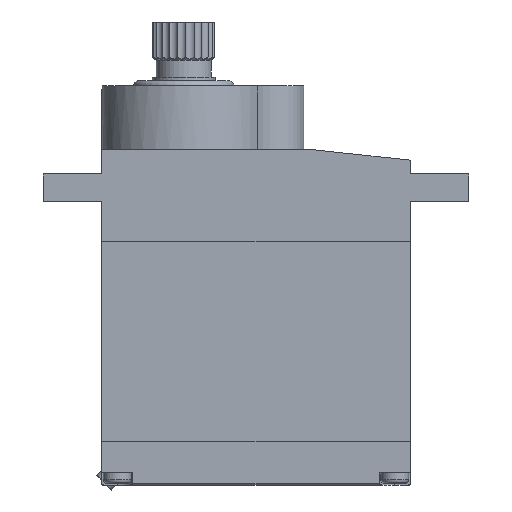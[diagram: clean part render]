
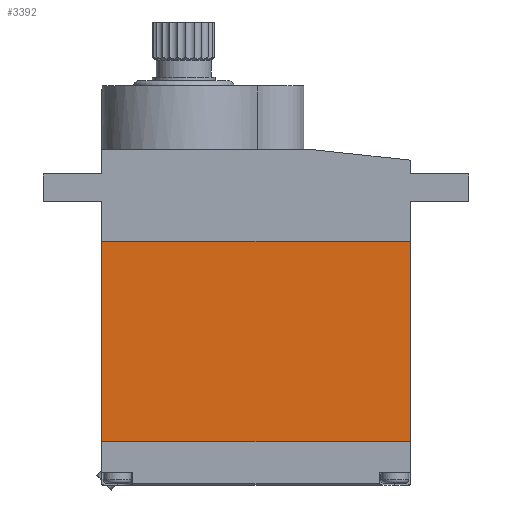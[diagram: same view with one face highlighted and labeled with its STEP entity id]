
A CAD part, top view. The second image highlights one B-rep face of the part: STEP entity #3392.
In plain terms, the highlighted planar face has unit normal (0, 0, 1).
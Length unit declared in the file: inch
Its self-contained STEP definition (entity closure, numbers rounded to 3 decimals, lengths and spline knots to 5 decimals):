
#149=PLANE('',#3690);
#510=FACE_OUTER_BOUND('',#706,.T.);
#706=EDGE_LOOP('',(#3147,#3148,#3149,#3150));
#795=LINE('',#4925,#1121);
#808=LINE('',#4951,#1134);
#818=LINE('',#4968,#1144);
#1019=LINE('',#5477,#1345);
#1121=VECTOR('',#3777,0.3937);
#1134=VECTOR('',#3792,0.3937);
#1144=VECTOR('',#3806,0.3937);
#1345=VECTOR('',#4305,0.3937);
#1436=VERTEX_POINT('',#4868);
#1439=VERTEX_POINT('',#4876);
#1460=VERTEX_POINT('',#4924);
#1472=VERTEX_POINT('',#4950);
#1779=EDGE_CURVE('',#1436,#1460,#795,.T.);
#1792=EDGE_CURVE('',#1472,#1439,#808,.T.);
#1802=EDGE_CURVE('',#1472,#1460,#818,.T.);
#2053=EDGE_CURVE('',#1439,#1436,#1019,.T.);
#3147=ORIENTED_EDGE('',*,*,#1792,.T.);
#3148=ORIENTED_EDGE('',*,*,#2053,.T.);
#3149=ORIENTED_EDGE('',*,*,#1779,.T.);
#3150=ORIENTED_EDGE('',*,*,#1802,.F.);
#3392=ADVANCED_FACE('',(#510),#149,.T.);
#3690=AXIS2_PLACEMENT_3D('',#6491,#4585,#4586);
#3777=DIRECTION('',(-1.,0.,0.));
#3792=DIRECTION('',(1.,0.,0.));
#3806=DIRECTION('',(0.,1.,0.));
#4305=DIRECTION('',(0.,1.,0.));
#4585=DIRECTION('center_axis',(0.,0.,1.));
#4586=DIRECTION('ref_axis',(1.,0.,0.));
#4868=CARTESIAN_POINT('',(0.4465,0.705,0.2375));
#4876=CARTESIAN_POINT('',(0.4465,0.125,0.2375));
#4924=CARTESIAN_POINT('',(-0.4465,0.705,0.2375));
#4925=CARTESIAN_POINT('',(0.,0.705,0.2375));
#4950=CARTESIAN_POINT('',(-0.4465,0.125,0.2375));
#4951=CARTESIAN_POINT('',(-0.4465,0.125,0.2375));
#4968=CARTESIAN_POINT('',(-0.4465,0.,0.2375));
#5477=CARTESIAN_POINT('',(0.4465,0.,0.2375));
#6491=CARTESIAN_POINT('Origin',(-0.4465,0.,0.2375));
